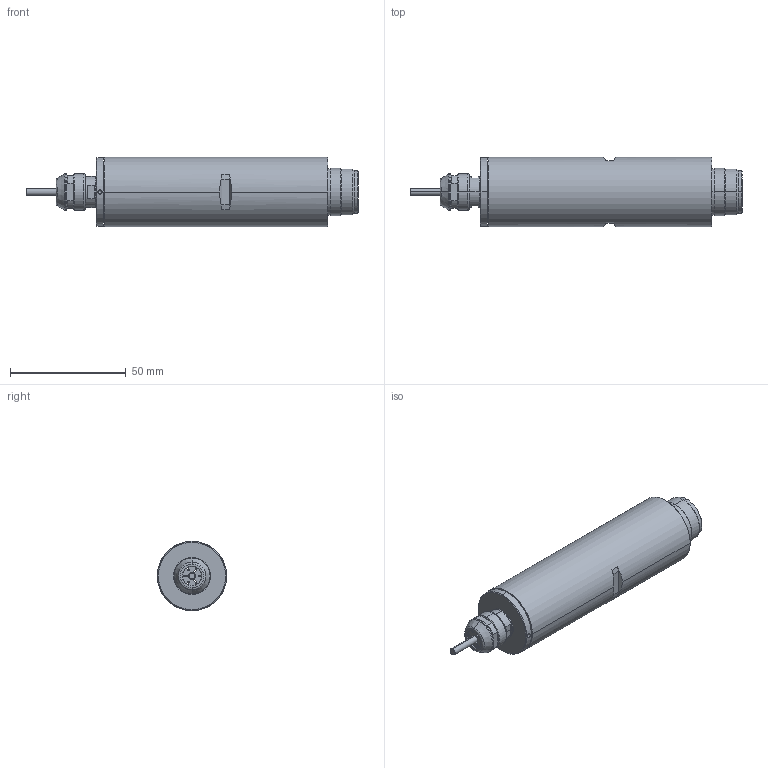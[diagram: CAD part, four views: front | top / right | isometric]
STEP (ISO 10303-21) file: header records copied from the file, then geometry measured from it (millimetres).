
FILE_DESCRIPTION (( 'STEP AP203' ), '1' );
FILE_NAME ('NR-403E.STEP', '2020-06-30T00:58:32', ( '' ), ( '' ), 'SwSTEP 2.0', 'SolidWorks 2017', '' );
FILE_SCHEMA (( 'CONFIG_CONTROL_DESIGN' ));
Length unit declared in the file: millimetre
Products named in the file (1): NR-403E
Bounding box: 143.47 x 30 x 30 mm (x, y, z)
Volume: 24786.9 mm3; surface area: 24841.5 mm2
Topology: 9 solids, 9 shells, 249 faces, 574 edges, 358 vertices
Faces by surface type: plane 83, cylinder 82, cone 72, bspline 12
Entity records: 7563 total; most frequent: CARTESIAN_POINT 1809, DIRECTION 1262, ORIENTED_EDGE 1140, EDGE_CURVE 570, AXIS2_PLACEMENT_3D 523, VERTEX_POINT 358, CIRCLE 285, EDGE_LOOP 278
